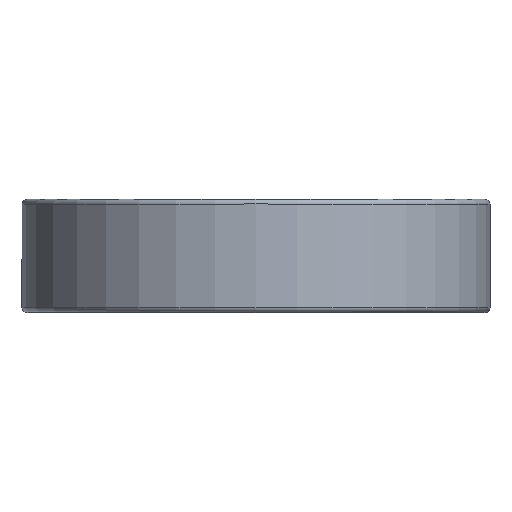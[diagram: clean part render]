
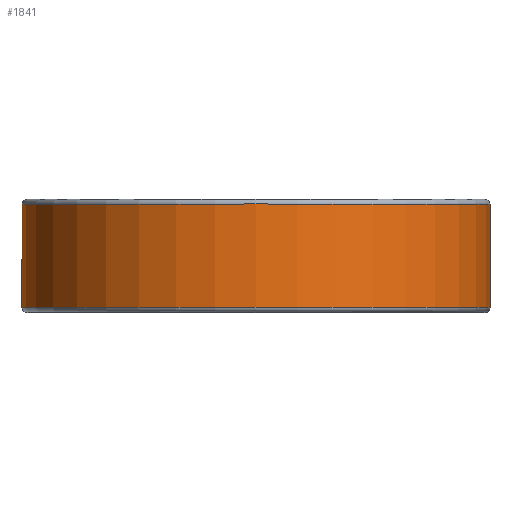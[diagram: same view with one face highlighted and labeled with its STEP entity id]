
A CAD part, top view. The second image highlights one B-rep face of the part: STEP entity #1841.
In plain terms, the highlighted cylindrical face has radius 36.144 mm (diameter 72.288 mm), a partial arc.
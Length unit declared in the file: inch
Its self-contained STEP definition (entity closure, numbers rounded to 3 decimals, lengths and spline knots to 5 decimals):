
#10 = ORIENTED_EDGE ( 'NONE', *, *, #474, .T. ) ;
#109 = ORIENTED_EDGE ( 'NONE', *, *, #1366, .T. ) ;
#112 = VERTEX_POINT ( 'NONE', #2360 ) ;
#287 = LINE ( 'NONE', #1068, #1996 ) ;
#474 = EDGE_CURVE ( 'NONE', #112, #1881, #287, .T. ) ;
#531 = DIRECTION ( 'NONE',  ( 0., -1., 0. ) ) ;
#541 = CARTESIAN_POINT ( 'NONE',  ( 0., -0.31375, 0. ) ) ;
#651 = CARTESIAN_POINT ( 'NONE',  ( 0., 0.3125, 0. ) ) ;
#696 = CYLINDRICAL_SURFACE ( 'NONE', #1041, 1.423 ) ;
#700 = CARTESIAN_POINT ( 'NONE',  ( 0., 0.31375, -1.423 ) ) ;
#708 = DIRECTION ( 'NONE',  ( 0., 0., -1. ) ) ;
#740 = EDGE_LOOP ( 'NONE', ( #10, #109, #1288, #1126 ) ) ;
#1041 = AXIS2_PLACEMENT_3D ( 'NONE', #651, #2418, #2427 ) ;
#1068 = CARTESIAN_POINT ( 'NONE',  ( 1.423, 0.31375, 0. ) ) ;
#1126 = ORIENTED_EDGE ( 'NONE', *, *, #1401, .F. ) ;
#1244 = DIRECTION ( 'NONE',  ( 0., 1., 0. ) ) ;
#1288 = ORIENTED_EDGE ( 'NONE', *, *, #1524, .F. ) ;
#1345 = FACE_OUTER_BOUND ( 'NONE', #740, .T. ) ;
#1366 = EDGE_CURVE ( 'NONE', #1881, #1369, #2233, .T. ) ;
#1369 = VERTEX_POINT ( 'NONE', #700 ) ;
#1401 = EDGE_CURVE ( 'NONE', #112, #1671, #1794, .T. ) ;
#1498 = VECTOR ( 'NONE', #1554, 39.37008 ) ;
#1500 = LINE ( 'NONE', #1950, #1498 ) ;
#1523 = AXIS2_PLACEMENT_3D ( 'NONE', #1681, #531, #1875 ) ;
#1524 = EDGE_CURVE ( 'NONE', #1671, #1369, #1500, .T. ) ;
#1554 = DIRECTION ( 'NONE',  ( 0., 1., 0. ) ) ;
#1644 = CARTESIAN_POINT ( 'NONE',  ( 1.423, 0.31375, 0. ) ) ;
#1671 = VERTEX_POINT ( 'NONE', #1972 ) ;
#1681 = CARTESIAN_POINT ( 'NONE',  ( 0., 0.31375, 0. ) ) ;
#1778 = AXIS2_PLACEMENT_3D ( 'NONE', #541, #1889, #708 ) ;
#1794 = CIRCLE ( 'NONE', #1778, 1.423 ) ;
#1841 = ADVANCED_FACE ( 'NONE', ( #1345 ), #696, .T. ) ;
#1875 = DIRECTION ( 'NONE',  ( 0., 0., -1. ) ) ;
#1881 = VERTEX_POINT ( 'NONE', #1644 ) ;
#1889 = DIRECTION ( 'NONE',  ( 0., -1., 0. ) ) ;
#1950 = CARTESIAN_POINT ( 'NONE',  ( 0., 0.31375, -1.423 ) ) ;
#1972 = CARTESIAN_POINT ( 'NONE',  ( 0., -0.31375, -1.423 ) ) ;
#1996 = VECTOR ( 'NONE', #1244, 39.37008 ) ;
#2233 = CIRCLE ( 'NONE', #1523, 1.423 ) ;
#2360 = CARTESIAN_POINT ( 'NONE',  ( 1.423, -0.31375, 0. ) ) ;
#2418 = DIRECTION ( 'NONE',  ( 0., -1., 0. ) ) ;
#2427 = DIRECTION ( 'NONE',  ( 0., 0., -1. ) ) ;
